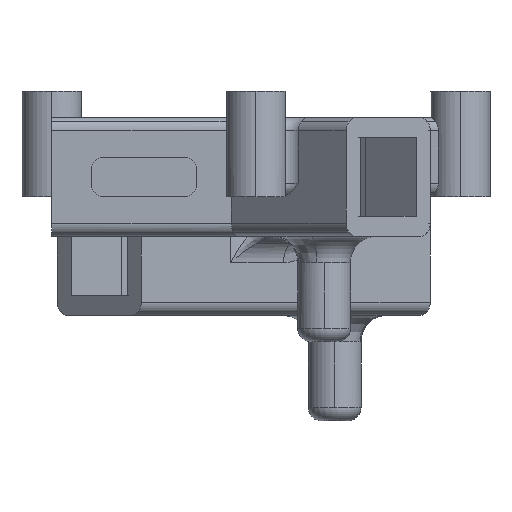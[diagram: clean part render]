
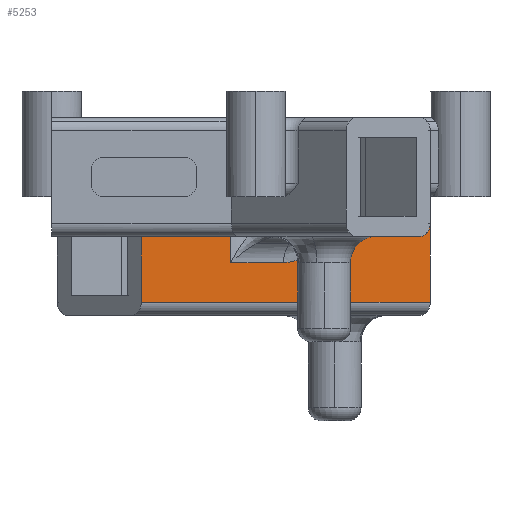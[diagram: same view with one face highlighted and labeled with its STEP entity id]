
A CAD part, left-side view. The second image highlights one B-rep face of the part: STEP entity #5253.
In plain terms, the highlighted planar face has unit normal (-0.707, -0.707, 0).
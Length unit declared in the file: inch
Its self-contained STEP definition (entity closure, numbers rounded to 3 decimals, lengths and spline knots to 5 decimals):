
#2271=VERTEX_POINT('',#6704);
#2389=EDGE_CURVE('',#4211,#3545,#6834,.T.);
#2427=VERTEX_POINT('',#6876);
#2475=EDGE_CURVE('',#2497,#2427,#6929,.F.);
#2497=VERTEX_POINT('',#6952);
#2589=VERTEX_POINT('',#7048);
#2749=EDGE_CURVE('',#4491,#2813,#7219,.T.);
#2765=EDGE_CURVE('',#2271,#2427,#7235,.T.);
#2813=VERTEX_POINT('',#7290);
#3545=VERTEX_POINT('',#8099);
#3591=VERTEX_POINT('',#8152);
#3687=EDGE_CURVE('',#2589,#4491,#8259,.F.);
#3773=EDGE_CURVE('',#4617,#2589,#8355,.T.);
#3875=VERTEX_POINT('',#8462);
#4019=EDGE_CURVE('',#4937,#4617,#8626,.T.);
#4211=VERTEX_POINT('',#8846);
#4491=VERTEX_POINT('',#9155);
#4539=EDGE_CURVE('',#4937,#3875,#9210,.T.);
#4617=VERTEX_POINT('',#9292);
#4771=VERTEX_POINT('',#9456);
#4937=VERTEX_POINT('',#9634);
#4979=EDGE_CURVE('',#3591,#3875,#9680,.T.);
#5249=EDGE_CURVE('',#2271,#4771,#9975,.T.);
#5253=ADVANCED_FACE('',(#9979),#9980,.F.);
#5315=EDGE_CURVE('',#4211,#2497,#10054,.F.);
#6519=EDGE_CURVE('',#3545,#3591,#11372,.T.);
#6647=EDGE_CURVE('',#2813,#4771,#11514,.T.);
#6704=CARTESIAN_POINT('',(-3.61087,-4.64905,1.1811));
#6834=LINE('',#11880,#11881);
#6876=CARTESIAN_POINT('',(-3.61087,-4.64905,1.37795));
#6929=LINE('',#12232,#12233);
#6952=CARTESIAN_POINT('',(-3.61397,-4.64595,1.37795));
#7048=CARTESIAN_POINT('',(-3.33493,-4.92499,1.33858));
#7219=LINE('',#12800,#12801);
#7235=LINE('',#12827,#12828);
#7290=CARTESIAN_POINT('',(-3.33528,-4.92464,1.29921));
#8099=CARTESIAN_POINT('',(-3.87837,-4.38155,1.33858));
#8152=CARTESIAN_POINT('',(-3.87837,-4.38155,1.06299));
#8259=B_SPLINE_CURVE_WITH_KNOTS('',3,(#14860,#14861,#14862,#14863,#14864,#14865,#14866,#14867,#14868,#14869,#14870,#14871),.UNSPECIFIED.,.F.,.F.,(4,2,2,2,2,4),(0.00165,0.00922,0.02105,0.03171,0.0452,0.0454),.UNSPECIFIED.);
#8355=LINE('',#14995,#14996);
#8462=CARTESIAN_POINT('',(-3.01536,-5.24455,1.06299));
#8626=LINE('',#15645,#15646);
#8846=CARTESIAN_POINT('',(-3.66177,-4.59815,1.33858));
#9155=CARTESIAN_POINT('',(-3.33528,-4.92464,1.33908));
#9210=LINE('',#16588,#16589);
#9292=CARTESIAN_POINT('',(-3.16114,-5.09878,1.33858));
#9456=CARTESIAN_POINT('',(-3.45339,-4.80653,1.1811));
#9634=CARTESIAN_POINT('',(-3.01536,-5.24455,1.33858));
#9680=LINE('',#17295,#17296);
#9975=LINE('',#17759,#17760);
#9979=FACE_OUTER_BOUND('',#17764,.T.);
#9980=PLANE('',#17765);
#10054=B_SPLINE_CURVE_WITH_KNOTS('',3,(#18093,#18094,#18095,#18096,#18097,#18098,#18099,#18100),.UNSPECIFIED.,.F.,.F.,(4,2,2,4),(0.04872,0.05368,0.13517,0.13565),.UNSPECIFIED.);
#11372=LINE('',#20428,#20429);
#11514=ELLIPSE('',#20643,0.16703,0.11811);
#11880=CARTESIAN_POINT('',(-3.44686,-4.81305,1.33858));
#11881=VECTOR('',#20836,1.0);
#12232=CARTESIAN_POINT('',(-3.42916,-4.83075,1.37795));
#12233=VECTOR('',#20958,1.0);
#12800=CARTESIAN_POINT('',(-3.33528,-4.92464,1.3189));
#12801=VECTOR('',#21210,1.0);
#12827=CARTESIAN_POINT('',(-3.61087,-4.64905,1.3189));
#12828=VECTOR('',#21218,1.0);
#14860=CARTESIAN_POINT('',(-3.34644,-4.91347,1.37795));
#14861=CARTESIAN_POINT('',(-3.3464,-4.91352,1.37543));
#14862=CARTESIAN_POINT('',(-3.34625,-4.91367,1.37291));
#14863=CARTESIAN_POINT('',(-3.34559,-4.91433,1.36652));
#14864=CARTESIAN_POINT('',(-3.34492,-4.91499,1.36268));
#14865=CARTESIAN_POINT('',(-3.34315,-4.91677,1.35562));
#14866=CARTESIAN_POINT('',(-3.34209,-4.91782,1.35239));
#14867=CARTESIAN_POINT('',(-3.3392,-4.92071,1.34546));
#14868=CARTESIAN_POINT('',(-3.33728,-4.92264,1.34193));
#14869=CARTESIAN_POINT('',(-3.33499,-4.92492,1.33868));
#14870=CARTESIAN_POINT('',(-3.33496,-4.92495,1.33863));
#14871=CARTESIAN_POINT('',(-3.33493,-4.92499,1.33858));
#14995=CARTESIAN_POINT('',(-3.42916,-4.83075,1.33858));
#14996=VECTOR('',#22569,1.0);
#15645=CARTESIAN_POINT('',(-3.44686,-4.81305,1.33858));
#15646=VECTOR('',#22891,1.0);
#16588=CARTESIAN_POINT('',(-3.01536,-5.24455,1.20079));
#16589=VECTOR('',#23650,1.0);
#17295=CARTESIAN_POINT('',(-3.44686,-4.81305,1.06299));
#17296=VECTOR('',#24119,1.0);
#17759=CARTESIAN_POINT('',(-3.48329,-4.77662,1.1811));
#17760=VECTOR('',#24449,1.0);
#17764=EDGE_LOOP('',(#24451,#24452,#24453,#24454,#24455,#24456,#24457,#24458,#24459,#24460,#24461,#24462,#24463));
#17765=AXIS2_PLACEMENT_3D('',#24464,#24465,#24466);
#18093=CARTESIAN_POINT('',(-3.61397,-4.64595,1.37795));
#18094=CARTESIAN_POINT('',(-3.61496,-4.64495,1.37702));
#18095=CARTESIAN_POINT('',(-3.61596,-4.64395,1.37611));
#18096=CARTESIAN_POINT('',(-3.63334,-4.62658,1.36099));
#18097=CARTESIAN_POINT('',(-3.6508,-4.60911,1.35389));
#18098=CARTESIAN_POINT('',(-3.66164,-4.59827,1.33876));
#18099=CARTESIAN_POINT('',(-3.66171,-4.59821,1.33867));
#18100=CARTESIAN_POINT('',(-3.66177,-4.59815,1.33858));
#20428=CARTESIAN_POINT('',(-3.87837,-4.38155,1.20079));
#20429=VECTOR('',#26075,1.0);
#20643=AXIS2_PLACEMENT_3D('',#26281,#26282,#26283);
#20836=DIRECTION('',(-0.707,0.707,0.0));
#20958=DIRECTION('',(-0.707,0.707,0.0));
#21210=DIRECTION('',(0.0,0.0,-1.0));
#21218=DIRECTION('',(0.0,0.0,1.0));
#22569=DIRECTION('',(-0.707,0.707,0.0));
#22891=DIRECTION('',(-0.707,0.707,0.0));
#23650=DIRECTION('',(0.0,0.0,-1.0));
#24119=DIRECTION('',(0.707,-0.707,0.0));
#24449=DIRECTION('',(0.707,-0.707,0.0));
#24451=ORIENTED_EDGE('',*,*,#2765,.T.);
#24452=ORIENTED_EDGE('',*,*,#2475,.F.);
#24453=ORIENTED_EDGE('',*,*,#5315,.F.);
#24454=ORIENTED_EDGE('',*,*,#2389,.T.);
#24455=ORIENTED_EDGE('',*,*,#6519,.T.);
#24456=ORIENTED_EDGE('',*,*,#4979,.T.);
#24457=ORIENTED_EDGE('',*,*,#4539,.F.);
#24458=ORIENTED_EDGE('',*,*,#4019,.T.);
#24459=ORIENTED_EDGE('',*,*,#3773,.T.);
#24460=ORIENTED_EDGE('',*,*,#3687,.T.);
#24461=ORIENTED_EDGE('',*,*,#2749,.T.);
#24462=ORIENTED_EDGE('',*,*,#6647,.T.);
#24463=ORIENTED_EDGE('',*,*,#5249,.F.);
#24464=CARTESIAN_POINT('',(-3.44686,-4.81305,1.20079));
#24465=DIRECTION('',(0.707,0.707,0.0));
#24466=DIRECTION('',(0.0,0.0,-1.0));
#26075=DIRECTION('',(0.0,0.0,-1.0));
#26281=CARTESIAN_POINT('',(-3.45339,-4.80653,1.29921));
#26282=DIRECTION('',(0.707,0.707,0.0));
#26283=DIRECTION('',(0.707,-0.707,0.0));
